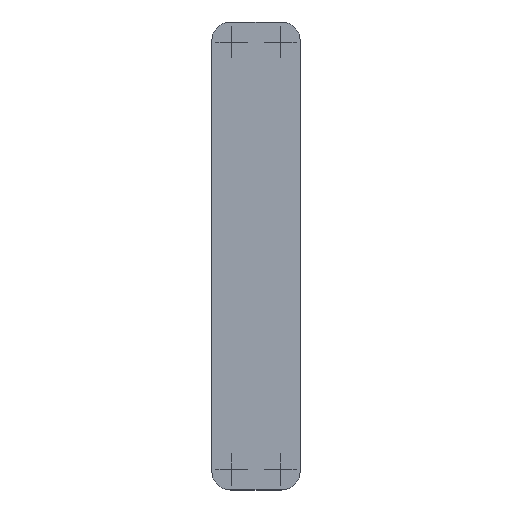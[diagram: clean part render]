
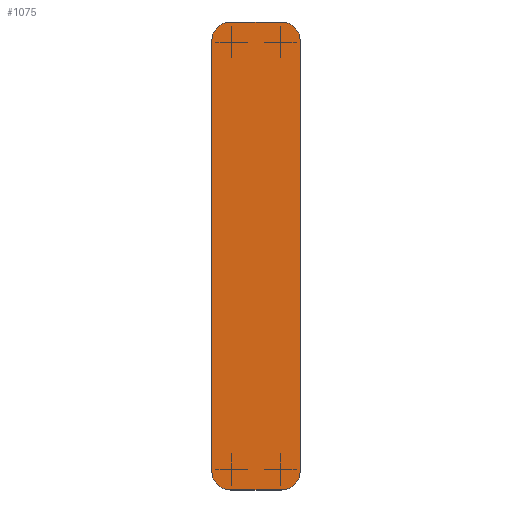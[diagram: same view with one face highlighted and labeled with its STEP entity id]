
A CAD part, top view. The second image highlights one B-rep face of the part: STEP entity #1075.
In plain terms, the highlighted planar face has unit normal (0, 0, 1).
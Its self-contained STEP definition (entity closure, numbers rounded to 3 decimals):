
#191=PLANE('',#1178);
#230=LINE('',#1692,#322);
#236=LINE('',#1707,#328);
#240=LINE('',#1719,#332);
#244=LINE('',#1731,#336);
#322=VECTOR('',#1365,575.);
#328=VECTOR('',#1379,68.);
#332=VECTOR('',#1391,575.);
#336=VECTOR('',#1403,68.);
#446=FACE_OUTER_BOUND('',#512,.T.);
#512=EDGE_LOOP('',(#944,#945,#946,#947,#948,#949,#950,#951));
#561=CIRCLE('',#1159,24.99);
#563=CIRCLE('',#1163,24.99);
#565=CIRCLE('',#1167,24.99);
#567=CIRCLE('',#1171,24.99);
#605=VERTEX_POINT('',#1689);
#606=VERTEX_POINT('',#1691);
#608=VERTEX_POINT('',#1697);
#610=VERTEX_POINT('',#1703);
#612=VERTEX_POINT('',#1709);
#614=VERTEX_POINT('',#1715);
#616=VERTEX_POINT('',#1721);
#618=VERTEX_POINT('',#1727);
#717=EDGE_CURVE('',#605,#606,#230,.T.);
#722=EDGE_CURVE('',#606,#608,#561,.T.);
#725=EDGE_CURVE('',#608,#610,#236,.T.);
#728=EDGE_CURVE('',#610,#612,#563,.T.);
#731=EDGE_CURVE('',#612,#614,#240,.T.);
#734=EDGE_CURVE('',#614,#616,#565,.T.);
#737=EDGE_CURVE('',#616,#618,#244,.T.);
#739=EDGE_CURVE('',#618,#605,#567,.T.);
#944=ORIENTED_EDGE('',*,*,#717,.F.);
#945=ORIENTED_EDGE('',*,*,#739,.F.);
#946=ORIENTED_EDGE('',*,*,#737,.F.);
#947=ORIENTED_EDGE('',*,*,#734,.F.);
#948=ORIENTED_EDGE('',*,*,#731,.F.);
#949=ORIENTED_EDGE('',*,*,#728,.F.);
#950=ORIENTED_EDGE('',*,*,#725,.F.);
#951=ORIENTED_EDGE('',*,*,#722,.F.);
#1075=ADVANCED_FACE('',(#446),#191,.T.);
#1159=AXIS2_PLACEMENT_3D('',#1701,#1373,#1374);
#1163=AXIS2_PLACEMENT_3D('',#1713,#1385,#1386);
#1167=AXIS2_PLACEMENT_3D('',#1725,#1397,#1398);
#1171=AXIS2_PLACEMENT_3D('',#1734,#1408,#1409);
#1178=AXIS2_PLACEMENT_3D('',#1753,#1429,#1430);
#1365=DIRECTION('',(0.,1.,0.));
#1373=DIRECTION('center_axis',(0.,0.,-1.));
#1374=DIRECTION('ref_axis',(-0.707,0.707,0.));
#1379=DIRECTION('',(1.,0.,0.));
#1385=DIRECTION('center_axis',(0.,0.,-1.));
#1386=DIRECTION('ref_axis',(0.707,0.707,0.));
#1391=DIRECTION('',(0.,-1.,0.));
#1397=DIRECTION('center_axis',(0.,0.,-1.));
#1398=DIRECTION('ref_axis',(0.707,-0.707,0.));
#1403=DIRECTION('',(-1.,0.,0.));
#1408=DIRECTION('center_axis',(0.,0.,-1.));
#1409=DIRECTION('ref_axis',(-0.707,-0.707,0.));
#1429=DIRECTION('center_axis',(0.,0.,1.));
#1430=DIRECTION('ref_axis',(1.,0.,0.));
#1689=CARTESIAN_POINT('',(-58.99,-287.5,4.6));
#1691=CARTESIAN_POINT('',(-58.99,287.5,4.6));
#1692=CARTESIAN_POINT('',(-58.99,-156.25,4.6));
#1697=CARTESIAN_POINT('',(-34.,312.49,4.6));
#1701=CARTESIAN_POINT('Origin',(-34.,287.5,4.6));
#1703=CARTESIAN_POINT('',(34.,312.49,4.6));
#1707=CARTESIAN_POINT('',(-29.5,312.49,4.6));
#1709=CARTESIAN_POINT('',(58.99,287.5,4.6));
#1713=CARTESIAN_POINT('Origin',(34.,287.5,4.6));
#1715=CARTESIAN_POINT('',(58.99,-287.5,4.6));
#1719=CARTESIAN_POINT('',(58.99,156.25,4.6));
#1721=CARTESIAN_POINT('',(34.,-312.49,4.6));
#1725=CARTESIAN_POINT('Origin',(34.,-287.5,4.6));
#1727=CARTESIAN_POINT('',(-34.,-312.49,4.6));
#1731=CARTESIAN_POINT('',(29.5,-312.49,4.6));
#1734=CARTESIAN_POINT('Origin',(-34.,-287.5,4.6));
#1753=CARTESIAN_POINT('Origin',(0.,0.,
4.6));
